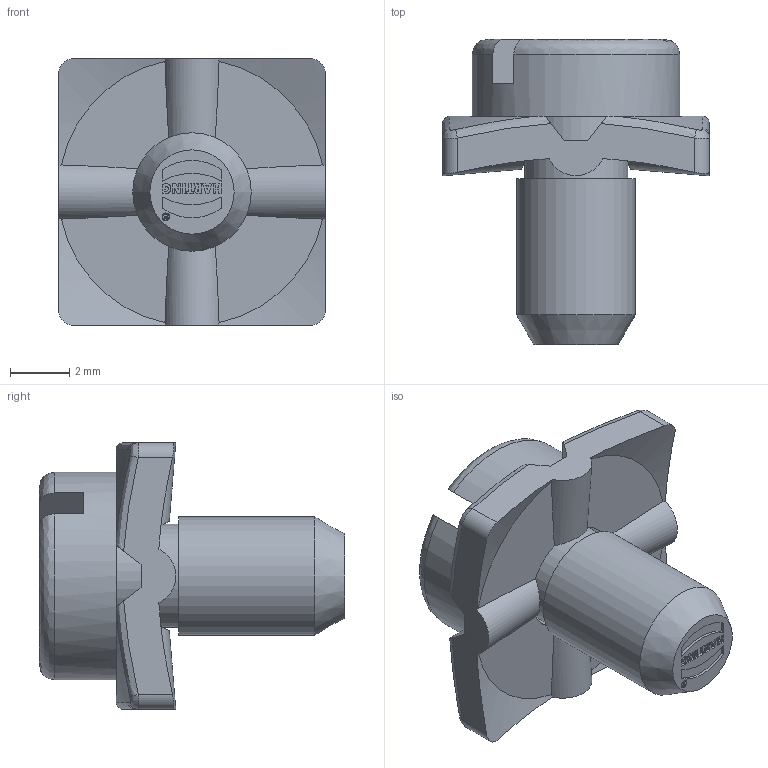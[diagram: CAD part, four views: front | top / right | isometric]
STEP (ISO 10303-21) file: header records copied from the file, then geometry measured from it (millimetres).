
FILE_DESCRIPTION(/* description */ (''),/* implementation_level */ '2;1');
FILE_NAME(/* name */ '100544586ugm000_a.stp',/* time_stamp */ '2013-07-18T13:58:47+02:00',/* author */ (''),/* organization */ (''),/* preprocessor_version */ 'ST-DEVELOPER v15',/* originating_system */ 'SIEMENS PLM Software NX 8.5',/* authorisation */ '');
FILE_SCHEMA (('AUTOMOTIVE_DESIGN { 1 0 10303 214 3 1 1 1 }'));
Length unit declared in the file: millimetre
Products named in the file (1): 100544586ugm000_a
Bounding box: 9 x 10.3 x 9 mm (x, y, z)
Volume: 262.1 mm3; surface area: 435.1 mm2
Topology: 1 solids, 1 shells, 201 faces, 559 edges, 368 vertices
Faces by surface type: plane 145, cylinder 22, cone 18, bspline 14, extrusion 2
Full cylindrical faces by diameter (mm): 0.22 x1, 0.26 x1, 3.5 x1, 3.7 x1, 4 x1, 7 x1
Entity records: 7530 total; most frequent: CARTESIAN_POINT 1911, ORIENTED_EDGE 1094, DIRECTION 919, EDGE_CURVE 547, VERTEX_POINT 365, VECTOR 341, LINE 339, AXIS2_PLACEMENT_3D 289
